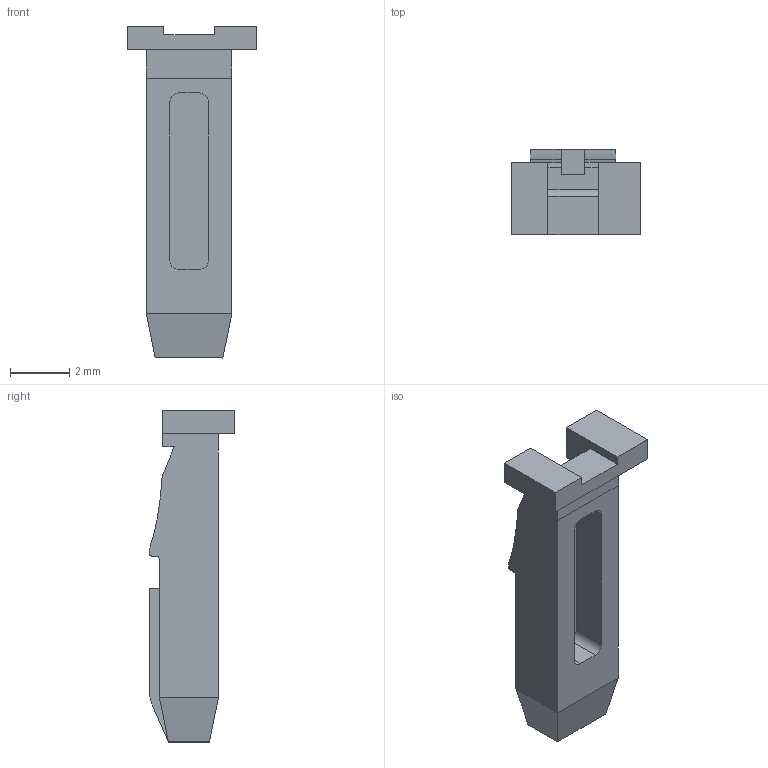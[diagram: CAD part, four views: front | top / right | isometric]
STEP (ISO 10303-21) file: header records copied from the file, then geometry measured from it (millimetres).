
FILE_DESCRIPTION(('CATIA V5R22 STEP214','CAx-IF Rec.Pracs.--- Model Styling and Organization---1.4--- 2014-01-23'),'2;1');
FILE_NAME ('022707-2_0', '2021-06-22T06:12:32+00:00', ('Weidmueller Interface'), ('Weidmueller'), 'CATIA Version 5-6 Release 2016 SP3 HF44', 'CATIA V5 STEP AP214', 'none');
FILE_SCHEMA(('AUTOMOTIVE_DESIGN { 1 0 10303 214 1 1 1 1 }'));
Length unit declared in the file: millimetre
Products named in the file (1): 1816150000
Bounding box: 4.4 x 2.91 x 11.25 mm (x, y, z)
Volume: 53.2 mm3; surface area: 160.4 mm2
Topology: 1 solids, 1 shells, 64 faces, 175 edges, 114 vertices
Faces by surface type: plane 48, cylinder 16
Entity records: 1914 total; most frequent: ORIENTED_EDGE 350, CARTESIAN_POINT 336, DIRECTION 267, EDGE_CURVE 175, VECTOR 143, LINE 143, VERTEX_POINT 114, AXIS2_PLACEMENT_3D 79
